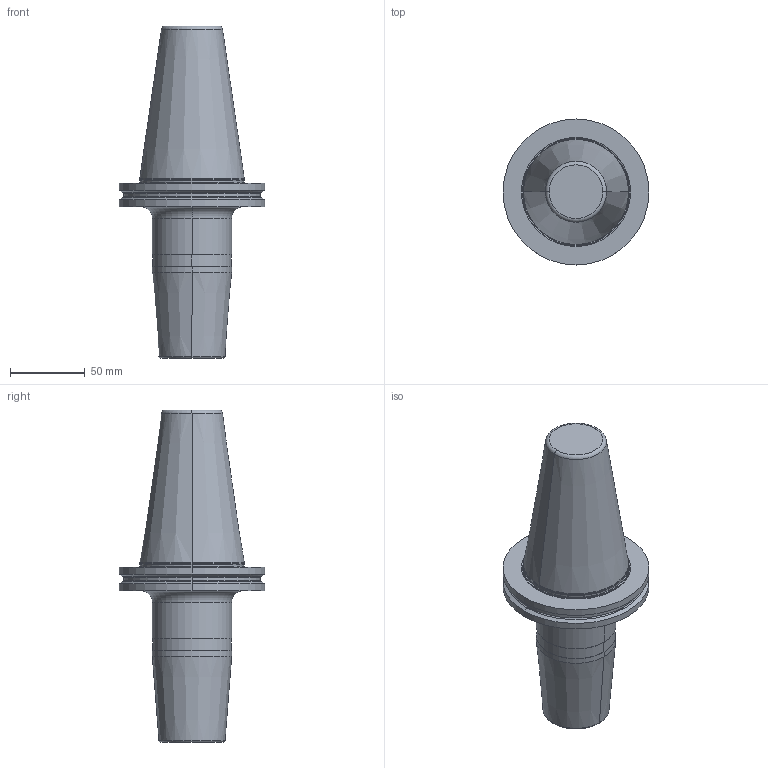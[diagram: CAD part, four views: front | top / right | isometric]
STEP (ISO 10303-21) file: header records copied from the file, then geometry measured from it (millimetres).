
FILE_DESCRIPTION((''),'2;1');
FILE_NAME('607516504-000-00-E43','2021-02-09T07:48:22',('liebchenm'),(''),'CREO PARAMETRIC BY PTC INC, 2019030','CREO PARAMETRIC BY PTC INC, 2019030','');
FILE_SCHEMA(('AP242_MANAGED_MODEL_BASED_3D_ENGINEERING_MIM_LF { 1 0 10303 442 1 1 4 }'));
Length unit declared in the file: millimetre
Products named in the file (1): 607516504-000-00-E43
Bounding box: 97.5 x 97.5 x 221.75 mm (x, y, z)
Volume: 549586.6 mm3; surface area: 55988.7 mm2
Topology: 1 solids, 1 shells, 58 faces, 114 edges, 66 vertices
Faces by surface type: cylinder 18, torus 18, cone 12, plane 10
Entity records: 2466 total; most frequent: DIRECTION 329, CARTESIAN_POINT 249, ORIENTED_EDGE 228, AXIS2_PLACEMENT_3D 148, PRESENTATION_STYLE_ASSIGNMENT 121, STYLED_ITEM 121, CURVE_STYLE 120, EDGE_CURVE 114
